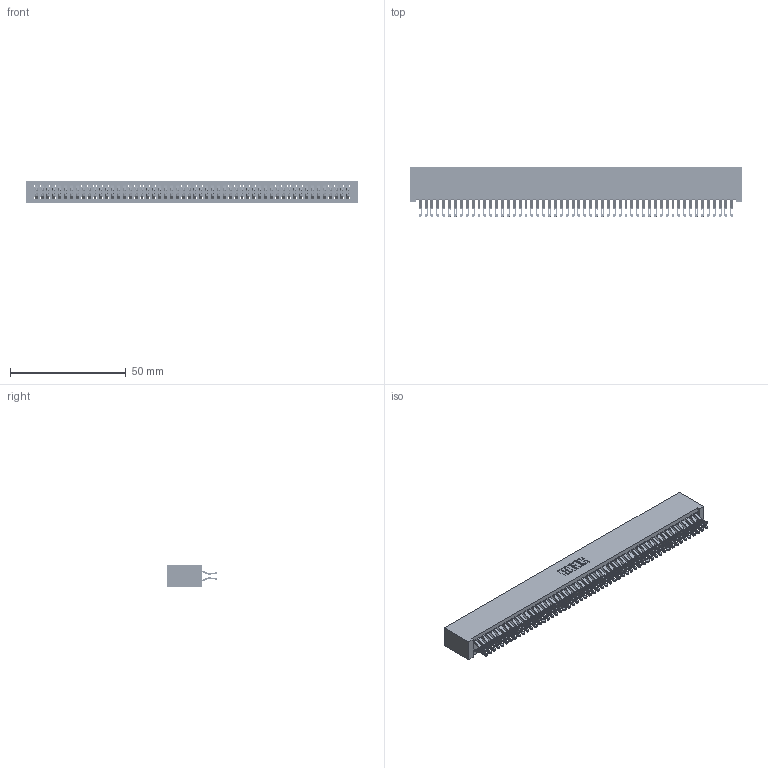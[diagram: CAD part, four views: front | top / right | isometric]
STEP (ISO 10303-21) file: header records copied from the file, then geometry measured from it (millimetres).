
FILE_DESCRIPTION (( 'STEP AP203' ), '1' );
FILE_NAME ('342-108-555-201.STEP', '2019-10-04T19:54:09', ( '' ), ( '' ), 'SwSTEP 2.0', 'SolidWorks 2016', '' );
FILE_SCHEMA (( 'CONFIG_CONTROL_DESIGN' ));
Length unit declared in the file: inch
Products named in the file (3): 342 Part_Lugless; 345-292-001_555 Tail; 342-108-555-201
Assembly tree (109 placements, depth 2):
  342-108-555-201
    342 Part_Lugless
    345-292-001_555 Tail  x108
Bounding box: 143.41 x 21.47 x 9.4 mm (x, y, z)
Volume: 13681.7 mm3; surface area: 24057.2 mm2
Topology: 109 solids, 109 shells, 6366 faces, 20039 edges, 13358 vertices
Faces by surface type: plane 3734, cylinder 2632
Entity records: 33105 total; most frequent: CARTESIAN_POINT 5504, ORIENTED_EDGE 5410, DIRECTION 4645, EDGE_CURVE 2705, LINE 2565, VECTOR 2565, VERTEX_POINT 1802, AXIS2_PLACEMENT_3D 1040
